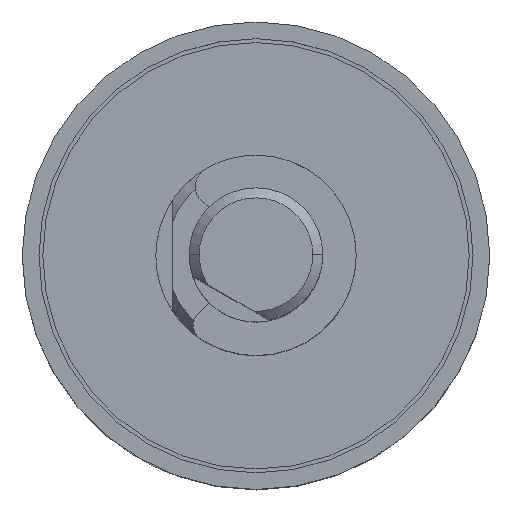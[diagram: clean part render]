
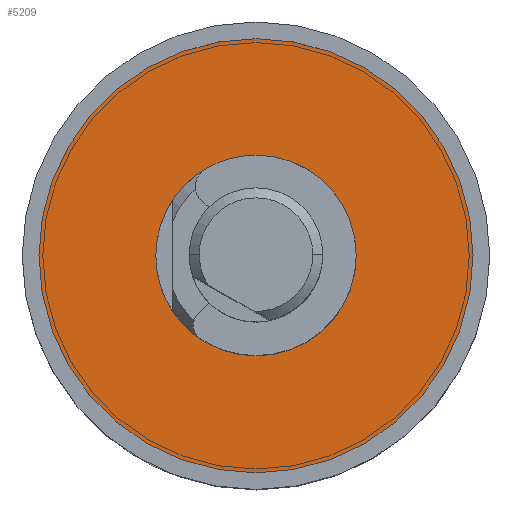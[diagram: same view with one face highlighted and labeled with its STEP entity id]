
A CAD part, top view. The second image highlights one B-rep face of the part: STEP entity #5209.
In plain terms, the highlighted planar face has unit normal (0, 0, 1).
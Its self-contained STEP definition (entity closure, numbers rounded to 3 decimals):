
#99 = DIRECTION ( 'NONE',  ( 0., 0., -1. ) ) ;
#295 = FACE_BOUND ( 'NONE', #1172, .T. ) ;
#961 = CIRCLE ( 'NONE', #1950, 3. ) ;
#1011 = CARTESIAN_POINT ( 'NONE',  ( 0., 0., 0.5 ) ) ;
#1161 = ORIENTED_EDGE ( 'NONE', *, *, #7654, .T. ) ;
#1172 = EDGE_LOOP ( 'NONE', ( #10376, #1161 ) ) ;
#1589 = CARTESIAN_POINT ( 'NONE',  ( 0., 0., 0.5 ) ) ;
#1819 = EDGE_CURVE ( 'NONE', #8775, #2943, #5056, .T. ) ;
#1832 = VERTEX_POINT ( 'NONE', #2992 ) ;
#1950 = AXIS2_PLACEMENT_3D ( 'NONE', #1011, #99, #5238 ) ;
#2091 = VERTEX_POINT ( 'NONE', #11192 ) ;
#2817 = ORIENTED_EDGE ( 'NONE', *, *, #1819, .T. ) ;
#2943 = VERTEX_POINT ( 'NONE', #8941 ) ;
#2992 = CARTESIAN_POINT ( 'NONE',  ( 3., 0., 0.5 ) ) ;
#3104 = PLANE ( 'NONE',  #3274 ) ;
#3274 = AXIS2_PLACEMENT_3D ( 'NONE', #10892, #8213, #5669 ) ;
#3422 = DIRECTION ( 'NONE',  ( 1., 0., 0. ) ) ;
#3979 = DIRECTION ( 'NONE',  ( 1., 0., 0. ) ) ;
#4390 = EDGE_CURVE ( 'NONE', #2091, #1832, #7729, .T. ) ;
#5056 = CIRCLE ( 'NONE', #10115, 6.5 ) ;
#5209 = ADVANCED_FACE ( 'NONE', ( #295, #9279 ), #3104, .T. ) ;
#5238 = DIRECTION ( 'NONE',  ( -1., 0., 0. ) ) ;
#5496 = DIRECTION ( 'NONE',  ( -1., 0., 0. ) ) ;
#5669 = DIRECTION ( 'NONE',  ( 1., 0., 0. ) ) ;
#5778 = CARTESIAN_POINT ( 'NONE',  ( 6.5, 0., 0.5 ) ) ;
#6056 = AXIS2_PLACEMENT_3D ( 'NONE', #1589, #9463, #3422 ) ;
#6452 = AXIS2_PLACEMENT_3D ( 'NONE', #9824, #7122, #5496 ) ;
#6974 = CIRCLE ( 'NONE', #6056, 6.5 ) ;
#7122 = DIRECTION ( 'NONE',  ( 0., 0., -1. ) ) ;
#7654 = EDGE_CURVE ( 'NONE', #1832, #2091, #961, .T. ) ;
#7720 = EDGE_LOOP ( 'NONE', ( #2817, #9051 ) ) ;
#7729 = CIRCLE ( 'NONE', #6452, 3. ) ;
#8183 = DIRECTION ( 'NONE',  ( 0., 0., 1. ) ) ;
#8213 = DIRECTION ( 'NONE',  ( 0., 0., 1. ) ) ;
#8775 = VERTEX_POINT ( 'NONE', #5778 ) ;
#8941 = CARTESIAN_POINT ( 'NONE',  ( -6.5, 0., 0.5 ) ) ;
#9051 = ORIENTED_EDGE ( 'NONE', *, *, #9549, .T. ) ;
#9169 = CARTESIAN_POINT ( 'NONE',  ( 0., 0., 0.5 ) ) ;
#9279 = FACE_OUTER_BOUND ( 'NONE', #7720, .T. ) ;
#9463 = DIRECTION ( 'NONE',  ( 0., 0., 1. ) ) ;
#9549 = EDGE_CURVE ( 'NONE', #2943, #8775, #6974, .T. ) ;
#9824 = CARTESIAN_POINT ( 'NONE',  ( 0., 0., 0.5 ) ) ;
#10115 = AXIS2_PLACEMENT_3D ( 'NONE', #9169, #8183, #3979 ) ;
#10376 = ORIENTED_EDGE ( 'NONE', *, *, #4390, .T. ) ;
#10892 = CARTESIAN_POINT ( 'NONE',  ( 3., 0., 0.5 ) ) ;
#11192 = CARTESIAN_POINT ( 'NONE',  ( -3., 0., 0.5 ) ) ;
